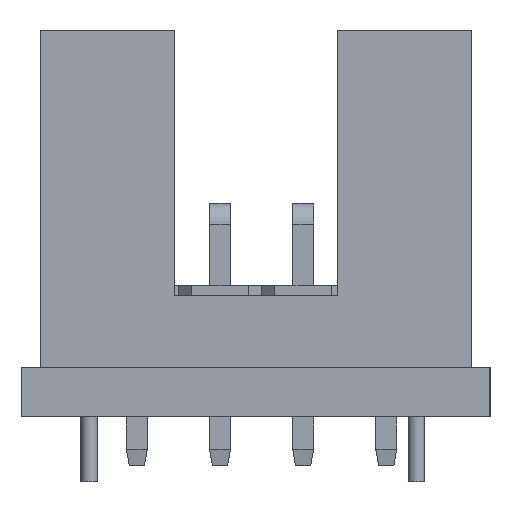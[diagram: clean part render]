
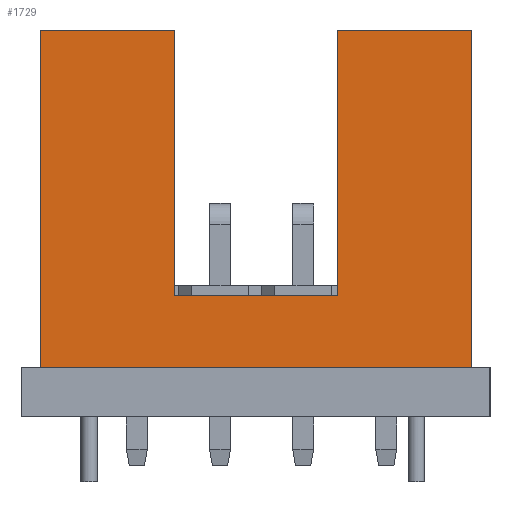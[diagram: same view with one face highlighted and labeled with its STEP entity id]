
A CAD part, left-side view. The second image highlights one B-rep face of the part: STEP entity #1729.
In plain terms, the highlighted planar face has unit normal (-1, 0, 0).
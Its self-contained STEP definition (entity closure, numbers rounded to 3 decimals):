
#163=FACE_OUTER_BOUND('',#268,.T.);
#268=EDGE_LOOP('',(#1493,#1494,#1495,#1496,#1497,#1498,#1499,#1500));
#470=LINE('',#2735,#687);
#475=LINE('',#2745,#692);
#476=LINE('',#2748,#693);
#480=LINE('',#2754,#697);
#483=LINE('',#2760,#700);
#485=LINE('',#2766,#702);
#490=LINE('',#2774,#707);
#491=LINE('',#2775,#708);
#687=VECTOR('',#2240,10.);
#692=VECTOR('',#2247,10.);
#693=VECTOR('',#2250,10.);
#697=VECTOR('',#2256,10.);
#700=VECTOR('',#2261,10.);
#702=VECTOR('',#2265,10.);
#707=VECTOR('',#2274,10.);
#708=VECTOR('',#2275,10.);
#844=VERTEX_POINT('',#2732);
#845=VERTEX_POINT('',#2734);
#847=VERTEX_POINT('',#2739);
#849=VERTEX_POINT('',#2743);
#850=VERTEX_POINT('',#2747);
#853=VERTEX_POINT('',#2758);
#854=VERTEX_POINT('',#2762);
#856=VERTEX_POINT('',#2765);
#1056=EDGE_CURVE('',#844,#845,#470,.T.);
#1061=EDGE_CURVE('',#847,#849,#475,.T.);
#1062=EDGE_CURVE('',#845,#850,#476,.T.);
#1066=EDGE_CURVE('',#850,#849,#480,.T.);
#1069=EDGE_CURVE('',#844,#853,#483,.T.);
#1071=EDGE_CURVE('',#854,#856,#485,.T.);
#1076=EDGE_CURVE('',#847,#854,#490,.T.);
#1077=EDGE_CURVE('',#856,#853,#491,.T.);
#1493=ORIENTED_EDGE('',*,*,#1076,.F.);
#1494=ORIENTED_EDGE('',*,*,#1061,.T.);
#1495=ORIENTED_EDGE('',*,*,#1066,.F.);
#1496=ORIENTED_EDGE('',*,*,#1062,.F.);
#1497=ORIENTED_EDGE('',*,*,#1056,.F.);
#1498=ORIENTED_EDGE('',*,*,#1069,.T.);
#1499=ORIENTED_EDGE('',*,*,#1077,.F.);
#1500=ORIENTED_EDGE('',*,*,#1071,.F.);
#1637=PLANE('',#1869);
#1729=ADVANCED_FACE('',(#163),#1637,.T.);
#1869=AXIS2_PLACEMENT_3D('',#2773,#2272,#2273);
#2240=DIRECTION('',(0.,-1.,0.));
#2247=DIRECTION('',(0.,0.,1.));
#2250=DIRECTION('',(0.,0.,1.));
#2256=DIRECTION('',(0.,-1.,0.));
#2261=DIRECTION('',(0.,0.,1.));
#2265=DIRECTION('',(0.,0.,1.));
#2272=DIRECTION('center_axis',(-1.,0.,0.));
#2273=DIRECTION('ref_axis',(0.,-1.,0.));
#2274=DIRECTION('',(0.,1.,0.));
#2275=DIRECTION('',(0.,-1.,0.));
#2732=CARTESIAN_POINT('',(-14.7,2.5,2.2));
#2734=CARTESIAN_POINT('',(-14.7,-2.5,2.2));
#2735=CARTESIAN_POINT('',(-14.7,-6.6,2.2));
#2739=CARTESIAN_POINT('',(-14.7,-6.6,0.));
#2743=CARTESIAN_POINT('',(-14.7,-6.6,10.3));
#2745=CARTESIAN_POINT('',(-14.7,-6.6,0.));
#2747=CARTESIAN_POINT('',(-14.7,-2.5,10.3));
#2748=CARTESIAN_POINT('',(-14.7,-2.5,0.));
#2754=CARTESIAN_POINT('',(-14.7,-6.6,10.3));
#2758=CARTESIAN_POINT('',(-14.7,2.5,10.3));
#2760=CARTESIAN_POINT('',(-14.7,2.5,0.));
#2762=CARTESIAN_POINT('',(-14.7,6.6,0.));
#2765=CARTESIAN_POINT('',(-14.7,6.6,10.3));
#2766=CARTESIAN_POINT('',(-14.7,6.6,0.));
#2773=CARTESIAN_POINT('Origin',(-14.7,6.6,0.));
#2774=CARTESIAN_POINT('',(-14.7,-6.6,0.));
#2775=CARTESIAN_POINT('',(-14.7,-6.6,10.3));
